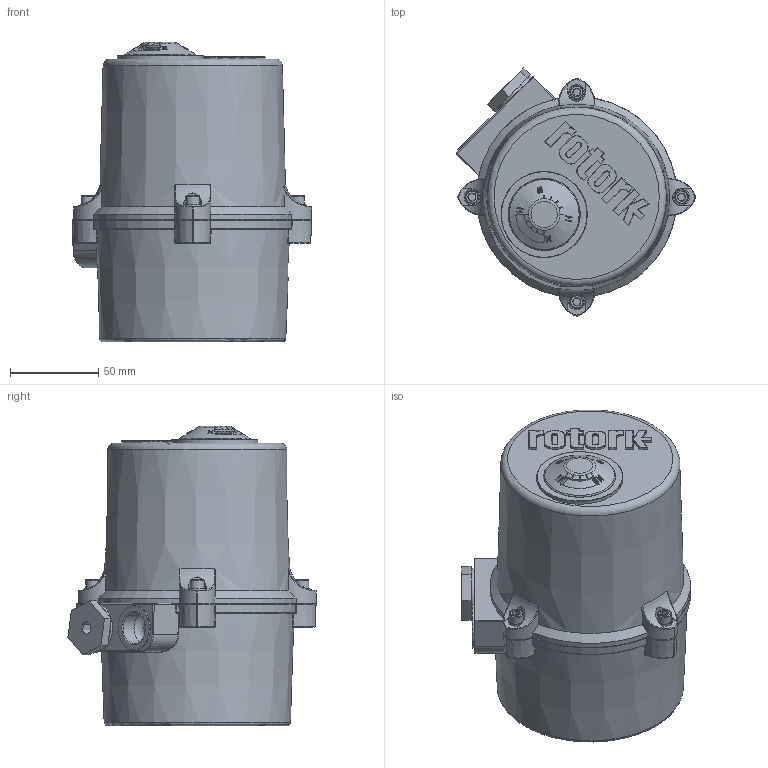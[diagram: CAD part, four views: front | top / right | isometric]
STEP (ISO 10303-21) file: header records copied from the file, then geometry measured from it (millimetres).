
FILE_DESCRIPTION( ( 'Unknown' ), '1' );
FILE_NAME( 'ROMA-1.stp', 'Unknown', ( 'Unknown' ), ( 'Unknown' ), 'PSStep 15.0.49', 'Unknown', ' ' );
FILE_SCHEMA( ( 'AUTOMOTIVE_DESIGN { 1 0 10303 214 1 1 1 1 }' ) );
Length unit declared in the file: millimetre
Products named in the file (2): 1; 2
Bounding box: 135.87 x 140.97 x 170 mm (x, y, z)
Volume: 822817.1 mm3; surface area: 142011.7 mm2
Topology: 2 solids, 13 shells, 913 faces, 2179 edges, 1314 vertices
Faces by surface type: plane 358, cylinder 234, cone 119, torus 111, bspline 64, sphere 26, revolution 1
Full cylindrical faces by diameter (mm): 2.459 x3, 3.5 x3, 4.1 x4, 4.459 x8, 4.5 x1, 4.6 x4, 4.917 x4, 5.3 x4, 5.5 x4, 6.647 x4, 7.797 x4, 9 x4, 18 x1, 25 x1, 28 x2, 30 x1, 34 x1, 40 x2, 49 x1, 104 x2, 110 x1
Entity records: 39876 total; most frequent: CARTESIAN_POINT 10372, ORIENTED_EDGE 3788, DIRECTION 3577, EDGE_CURVE 1894, PRESENTATION_STYLE_ASSIGNMENT 1826, COLOUR_RGB 1826, AXIS2_PLACEMENT_3D 1474, VERTEX_POINT 1230
